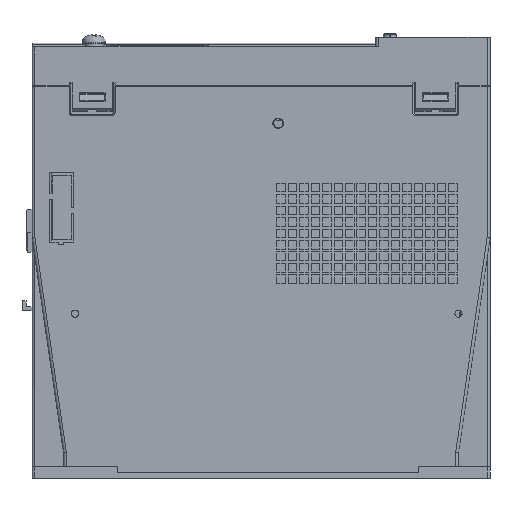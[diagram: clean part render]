
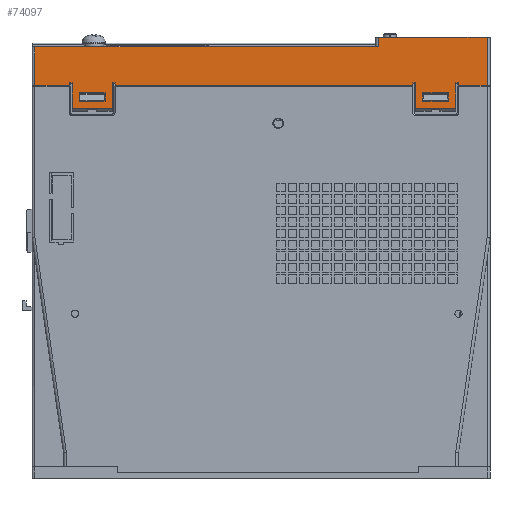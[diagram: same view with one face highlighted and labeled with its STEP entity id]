
A CAD part, left-side view. The second image highlights one B-rep face of the part: STEP entity #74097.
In plain terms, the highlighted planar face has unit normal (-1, 0, 0).
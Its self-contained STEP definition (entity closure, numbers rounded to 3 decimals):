
#3788=DIRECTION('',(0.,-1.,0.));
#3789=VECTOR('',#3788,1.);
#3790=CARTESIAN_POINT('',(-26.,-53.,-11.8));
#3791=LINE('',#3790,#3789);
#3800=DIRECTION('',(0.,-1.,0.));
#3801=VECTOR('',#3800,1.);
#3802=CARTESIAN_POINT('',(-26.,-68.,-11.8));
#3803=LINE('',#3802,#3801);
#4155=DIRECTION('',(0.,0.,1.));
#4156=VECTOR('',#4155,16.8);
#4157=CARTESIAN_POINT('',(-26.,-79.,-12.8));
#4158=LINE('',#4157,#4156);
#4163=DIRECTION('',(0.,1.,0.));
#4164=VECTOR('',#4163,9.);
#4165=CARTESIAN_POINT('',(-26.,-65.5,-15.3));
#4166=LINE('',#4165,#4164);
#4167=DIRECTION('',(0.,0.,-1.));
#4168=VECTOR('',#4167,3.);
#4169=CARTESIAN_POINT('',(-26.,-56.5,-15.3));
#4170=LINE('',#4169,#4168);
#4171=DIRECTION('',(0.,-1.,0.));
#4172=VECTOR('',#4171,9.);
#4173=CARTESIAN_POINT('',(-26.,-56.5,-18.3));
#4174=LINE('',#4173,#4172);
#4175=DIRECTION('',(0.,0.,1.));
#4176=VECTOR('',#4175,3.);
#4177=CARTESIAN_POINT('',(-26.,-65.5,-18.3));
#4178=LINE('',#4177,#4176);
#4179=DIRECTION('',(0.,1.,0.));
#4180=VECTOR('',#4179,9.);
#4181=CARTESIAN_POINT('',(-26.,54.5,-15.3));
#4182=LINE('',#4181,#4180);
#4183=DIRECTION('',(0.,0.,-1.));
#4184=VECTOR('',#4183,3.);
#4185=CARTESIAN_POINT('',(-26.,63.5,-15.3));
#4186=LINE('',#4185,#4184);
#4187=DIRECTION('',(0.,-1.,0.));
#4188=VECTOR('',#4187,9.);
#4189=CARTESIAN_POINT('',(-26.,63.5,-18.3));
#4190=LINE('',#4189,#4188);
#4191=DIRECTION('',(0.,0.,1.));
#4192=VECTOR('',#4191,3.);
#4193=CARTESIAN_POINT('',(-26.,54.5,-18.3));
#4194=LINE('',#4193,#4192);
#4199=DIRECTION('',(0.,0.,-1.));
#4200=VECTOR('',#4199,3.3);
#4201=CARTESIAN_POINT('',(-26.,-41.,4.));
#4202=LINE('',#4201,#4200);
#4224=DIRECTION('',(0.,-1.,0.));
#4225=VECTOR('',#4224,38.);
#4226=CARTESIAN_POINT('',(-26.,-41.,4.));
#4227=LINE('',#4226,#4225);
#12865=DIRECTION('',(0.,0.,1.));
#12866=VECTOR('',#12865,1.);
#12867=CARTESIAN_POINT('',(-26.,-53.,-12.8));
#12868=LINE('',#12867,#12866);
#12893=DIRECTION('',(0.,0.,-1.));
#12894=VECTOR('',#12893,1.);
#12895=CARTESIAN_POINT('',(-26.,51.,-11.8));
#12896=LINE('',#12895,#12894);
#12914=DIRECTION('',(0.,-1.,0.));
#12915=VECTOR('',#12914,1.);
#12916=CARTESIAN_POINT('',(-26.,67.,-11.8));
#12917=LINE('',#12916,#12915);
#12930=DIRECTION('',(0.,-1.,0.));
#12931=VECTOR('',#12930,1.);
#12932=CARTESIAN_POINT('',(-26.,52.,-11.8));
#12933=LINE('',#12932,#12931);
#13065=DIRECTION('',(0.,0.,1.));
#13066=VECTOR('',#13065,1.);
#13067=CARTESIAN_POINT('',(-26.,67.,-12.8));
#13068=LINE('',#13067,#13066);
#13187=DIRECTION('',(0.,-1.,0.));
#13188=VECTOR('',#13187,12.);
#13189=CARTESIAN_POINT('',(-26.,79.,-12.8));
#13190=LINE('',#13189,#13188);
#13291=DIRECTION('',(0.,0.,-1.));
#13292=VECTOR('',#13291,13.5);
#13293=CARTESIAN_POINT('',(-26.,79.,0.7));
#13294=LINE('',#13293,#13292);
#13299=DIRECTION('',(0.,1.,0.));
#13300=VECTOR('',#13299,120.);
#13301=CARTESIAN_POINT('',(-26.,-41.,0.7));
#13302=LINE('',#13301,#13300);
#20465=DIRECTION('',(0.,0.,-1.));
#20466=VECTOR('',#20465,9.);
#20467=CARTESIAN_POINT('',(-26.,66.,-11.8));
#20468=LINE('',#20467,#20466);
#20477=DIRECTION('',(0.,-1.,0.));
#20478=VECTOR('',#20477,14.);
#20479=CARTESIAN_POINT('',(-26.,66.,-20.8));
#20480=LINE('',#20479,#20478);
#20561=DIRECTION('',(0.,0.,1.));
#20562=VECTOR('',#20561,9.);
#20563=CARTESIAN_POINT('',(-26.,52.,-20.8));
#20564=LINE('',#20563,#20562);
#20605=DIRECTION('',(0.,-1.,0.));
#20606=VECTOR('',#20605,104.);
#20607=CARTESIAN_POINT('',(-26.,51.,-12.8));
#20608=LINE('',#20607,#20606);
#47153=DIRECTION('',(0.,-1.,0.));
#47154=VECTOR('',#47153,10.);
#47155=CARTESIAN_POINT('',(-26.,-69.,-12.8));
#47156=LINE('',#47155,#47154);
#47197=DIRECTION('',(0.,0.,-1.));
#47198=VECTOR('',#47197,1.);
#47199=CARTESIAN_POINT('',(-26.,-69.,-11.8));
#47200=LINE('',#47199,#47198);
#47562=DIRECTION('',(0.,0.,1.));
#47563=VECTOR('',#47562,9.);
#47564=CARTESIAN_POINT('',(-26.,-68.,-20.8));
#47565=LINE('',#47564,#47563);
#47626=DIRECTION('',(0.,0.,-1.));
#47627=VECTOR('',#47626,9.);
#47628=CARTESIAN_POINT('',(-26.,-54.,-11.8));
#47629=LINE('',#47628,#47627);
#47638=DIRECTION('',(0.,-1.,0.));
#47639=VECTOR('',#47638,14.);
#47640=CARTESIAN_POINT('',(-26.,-54.,-20.8));
#47641=LINE('',#47640,#47639);
#59431=CARTESIAN_POINT('',(-26.,67.,-12.8));
#59433=VERTEX_POINT('',#59431);
#59446=CARTESIAN_POINT('',(-26.,79.,-12.8));
#59447=VERTEX_POINT('',#59446);
#59448=CARTESIAN_POINT('',(-26.,67.,-11.8));
#59449=VERTEX_POINT('',#59448);
#59452=CARTESIAN_POINT('',(-26.,-41.,0.7));
#59453=CARTESIAN_POINT('',(-26.,79.,0.7));
#59454=VERTEX_POINT('',#59452);
#59455=VERTEX_POINT('',#59453);
#59456=CARTESIAN_POINT('',(-26.,-69.,-12.8));
#59457=CARTESIAN_POINT('',(-26.,-79.,-12.8));
#59458=VERTEX_POINT('',#59456);
#59459=VERTEX_POINT('',#59457);
#59460=CARTESIAN_POINT('',(-26.,-69.,-11.8));
#59461=VERTEX_POINT('',#59460);
#59462=CARTESIAN_POINT('',(-26.,-68.,-11.8));
#59463=VERTEX_POINT('',#59462);
#59464=CARTESIAN_POINT('',(-26.,-68.,-20.8));
#59465=VERTEX_POINT('',#59464);
#59466=CARTESIAN_POINT('',(-26.,-54.,-20.8));
#59467=VERTEX_POINT('',#59466);
#59468=CARTESIAN_POINT('',(-26.,-54.,-11.8));
#59469=VERTEX_POINT('',#59468);
#59470=CARTESIAN_POINT('',(-26.,-53.,-11.8));
#59471=VERTEX_POINT('',#59470);
#59472=CARTESIAN_POINT('',(-26.,-53.,-12.8));
#59473=VERTEX_POINT('',#59472);
#59474=CARTESIAN_POINT('',(-26.,51.,-12.8));
#59475=VERTEX_POINT('',#59474);
#59476=CARTESIAN_POINT('',(-26.,51.,-11.8));
#59477=VERTEX_POINT('',#59476);
#59478=CARTESIAN_POINT('',(-26.,52.,-11.8));
#59479=VERTEX_POINT('',#59478);
#59480=CARTESIAN_POINT('',(-26.,52.,-20.8));
#59481=VERTEX_POINT('',#59480);
#59482=CARTESIAN_POINT('',(-26.,66.,-20.8));
#59483=VERTEX_POINT('',#59482);
#59484=CARTESIAN_POINT('',(-26.,66.,-11.8));
#59485=VERTEX_POINT('',#59484);
#59486=CARTESIAN_POINT('',(-26.,-65.5,-15.3));
#59487=CARTESIAN_POINT('',(-26.,-56.5,-15.3));
#59488=VERTEX_POINT('',#59486);
#59489=VERTEX_POINT('',#59487);
#59490=CARTESIAN_POINT('',(-26.,-56.5,-18.3));
#59491=VERTEX_POINT('',#59490);
#59492=CARTESIAN_POINT('',(-26.,-65.5,-18.3));
#59493=VERTEX_POINT('',#59492);
#59494=CARTESIAN_POINT('',(-26.,54.5,-15.3));
#59495=CARTESIAN_POINT('',(-26.,63.5,-15.3));
#59496=VERTEX_POINT('',#59494);
#59497=VERTEX_POINT('',#59495);
#59498=CARTESIAN_POINT('',(-26.,63.5,-18.3));
#59499=VERTEX_POINT('',#59498);
#59500=CARTESIAN_POINT('',(-26.,54.5,-18.3));
#59501=VERTEX_POINT('',#59500);
#68572=CARTESIAN_POINT('',(-26.,-79.,4.));
#68574=VERTEX_POINT('',#68572);
#68581=CARTESIAN_POINT('',(-26.,-41.,4.));
#68583=VERTEX_POINT('',#68581);
#74029=CARTESIAN_POINT('',(-26.,80.,0.));
#74030=DIRECTION('',(-1.,0.,0.));
#74031=DIRECTION('',(0.,-1.,0.));
#74032=AXIS2_PLACEMENT_3D('',#74029,#74030,#74031);
#74033=PLANE('',#74032);
#74035=ORIENTED_EDGE('',*,*,#74034,.F.);
#74037=ORIENTED_EDGE('',*,*,#74036,.T.);
#74038=ORIENTED_EDGE('',*,*,#74019,.F.);
#74040=ORIENTED_EDGE('',*,*,#74039,.F.);
#74042=ORIENTED_EDGE('',*,*,#74041,.F.);
#74043=ORIENTED_EDGE('',*,*,#73459,.F.);
#74045=ORIENTED_EDGE('',*,*,#74044,.F.);
#74047=ORIENTED_EDGE('',*,*,#74046,.F.);
#74049=ORIENTED_EDGE('',*,*,#74048,.F.);
#74050=ORIENTED_EDGE('',*,*,#73451,.F.);
#74052=ORIENTED_EDGE('',*,*,#74051,.F.);
#74054=ORIENTED_EDGE('',*,*,#74053,.F.);
#74056=ORIENTED_EDGE('',*,*,#74055,.F.);
#74058=ORIENTED_EDGE('',*,*,#74057,.F.);
#74060=ORIENTED_EDGE('',*,*,#74059,.F.);
#74062=ORIENTED_EDGE('',*,*,#74061,.F.);
#74064=ORIENTED_EDGE('',*,*,#74063,.F.);
#74066=ORIENTED_EDGE('',*,*,#74065,.F.);
#74068=ORIENTED_EDGE('',*,*,#74067,.F.);
#74070=ORIENTED_EDGE('',*,*,#74069,.F.);
#74072=ORIENTED_EDGE('',*,*,#74071,.F.);
#74074=ORIENTED_EDGE('',*,*,#74073,.F.);
#74075=EDGE_LOOP('',(#74035,#74037,#74038,#74040,#74042,#74043,#74045,#74047,
#74049,#74050,#74052,#74054,#74056,#74058,#74060,#74062,#74064,#74066,#74068,
#74070,#74072,#74074));
#74076=FACE_OUTER_BOUND('',#74075,.F.);
#74078=ORIENTED_EDGE('',*,*,#74077,.T.);
#74080=ORIENTED_EDGE('',*,*,#74079,.T.);
#74082=ORIENTED_EDGE('',*,*,#74081,.T.);
#74084=ORIENTED_EDGE('',*,*,#74083,.T.);
#74085=EDGE_LOOP('',(#74078,#74080,#74082,#74084));
#74086=FACE_BOUND('',#74085,.F.);
#74088=ORIENTED_EDGE('',*,*,#74087,.T.);
#74090=ORIENTED_EDGE('',*,*,#74089,.T.);
#74092=ORIENTED_EDGE('',*,*,#74091,.T.);
#74094=ORIENTED_EDGE('',*,*,#74093,.T.);
#74095=EDGE_LOOP('',(#74088,#74090,#74092,#74094));
#74096=FACE_BOUND('',#74095,.F.);
#73451=EDGE_CURVE('',#59471,#59469,#3791,.T.);
#73459=EDGE_CURVE('',#59463,#59461,#3803,.T.);
#74019=EDGE_CURVE('',#59459,#68574,#4158,.T.);
#74034=EDGE_CURVE('',#68583,#59454,#4202,.T.);
#74036=EDGE_CURVE('',#68583,#68574,#4227,.T.);
#74039=EDGE_CURVE('',#59458,#59459,#47156,.T.);
#74041=EDGE_CURVE('',#59461,#59458,#47200,.T.);
#74044=EDGE_CURVE('',#59465,#59463,#47565,.T.);
#74046=EDGE_CURVE('',#59467,#59465,#47641,.T.);
#74048=EDGE_CURVE('',#59469,#59467,#47629,.T.);
#74051=EDGE_CURVE('',#59473,#59471,#12868,.T.);
#74053=EDGE_CURVE('',#59475,#59473,#20608,.T.);
#74055=EDGE_CURVE('',#59477,#59475,#12896,.T.);
#74057=EDGE_CURVE('',#59479,#59477,#12933,.T.);
#74059=EDGE_CURVE('',#59481,#59479,#20564,.T.);
#74061=EDGE_CURVE('',#59483,#59481,#20480,.T.);
#74063=EDGE_CURVE('',#59485,#59483,#20468,.T.);
#74065=EDGE_CURVE('',#59449,#59485,#12917,.T.);
#74067=EDGE_CURVE('',#59433,#59449,#13068,.T.);
#74069=EDGE_CURVE('',#59447,#59433,#13190,.T.);
#74071=EDGE_CURVE('',#59455,#59447,#13294,.T.);
#74073=EDGE_CURVE('',#59454,#59455,#13302,.T.);
#74077=EDGE_CURVE('',#59488,#59489,#4166,.T.);
#74079=EDGE_CURVE('',#59489,#59491,#4170,.T.);
#74081=EDGE_CURVE('',#59491,#59493,#4174,.T.);
#74083=EDGE_CURVE('',#59493,#59488,#4178,.T.);
#74087=EDGE_CURVE('',#59496,#59497,#4182,.T.);
#74089=EDGE_CURVE('',#59497,#59499,#4186,.T.);
#74091=EDGE_CURVE('',#59499,#59501,#4190,.T.);
#74093=EDGE_CURVE('',#59501,#59496,#4194,.T.);
#74097=ADVANCED_FACE('',(#74076,#74086,#74096),#74033,.T.);
